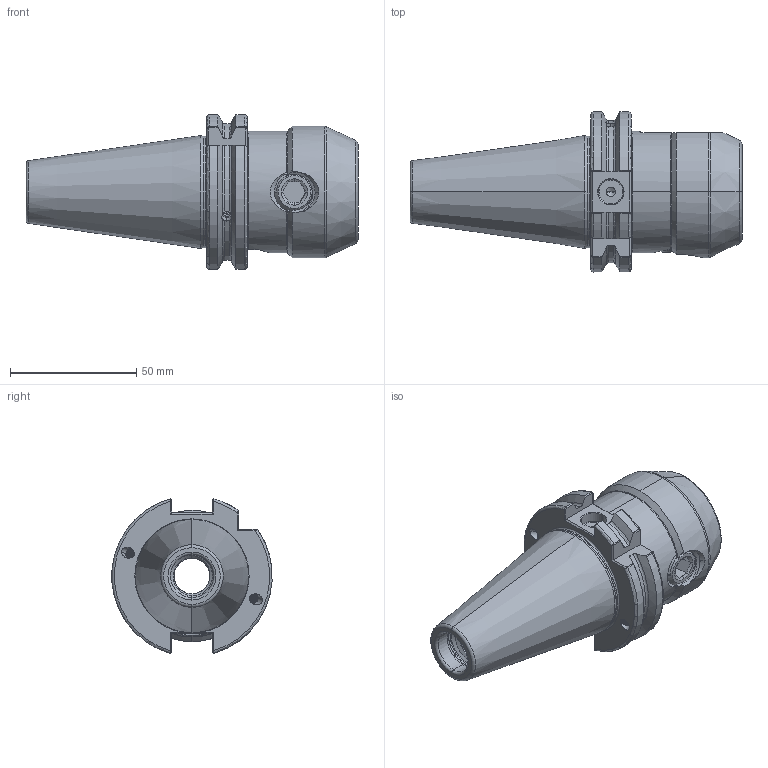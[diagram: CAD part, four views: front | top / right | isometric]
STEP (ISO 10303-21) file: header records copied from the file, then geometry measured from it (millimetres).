
FILE_DESCRIPTION (( 'STEP AP203' ), '1' );
FILE_NAME ('403.05.20.STEP', '2016-11-25T08:43:40', ( '' ), ( '' ), 'SwSTEP 2.0', 'SolidWorks 2012', '' );
FILE_SCHEMA (( 'CONFIG_CONTROL_DESIGN' ));
Length unit declared in the file: millimetre
Products named in the file (3): 403.05.20; 側固16_M16x2_16L
Assembly tree (2 placements, depth 2):
  403.05.20
    403.05.20
    側固16_M16x2_16L
Bounding box: 131.4 x 63.34 x 61.24 mm (x, y, z)
Volume: 161245.2 mm3; surface area: 35871.5 mm2
Topology: 2 solids, 2 shells, 379 faces, 1050 edges, 662 vertices
Faces by surface type: cylinder 177, plane 65, cone 54, torus 42, bspline 41
Entity records: 30359 total; most frequent: CARTESIAN_POINT 21790, ORIENTED_EDGE 2068, DIRECTION 1375, EDGE_CURVE 1034, VERTEX_POINT 662, AXIS2_PLACEMENT_3D 536, EDGE_LOOP 394, FACE_OUTER_BOUND 379
